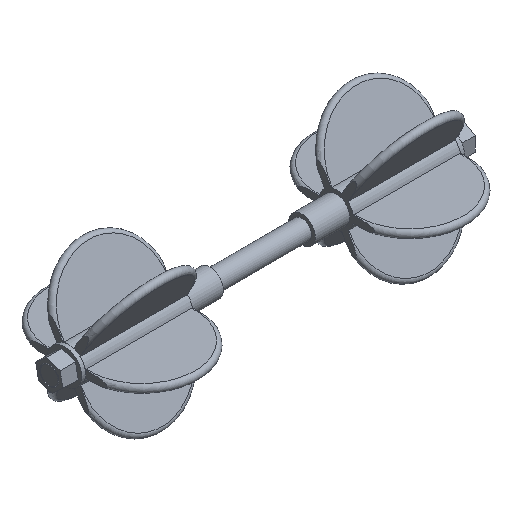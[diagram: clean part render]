
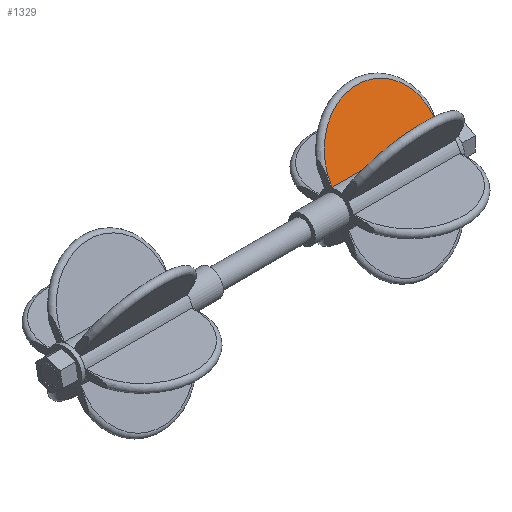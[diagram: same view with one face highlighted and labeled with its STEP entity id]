
A CAD part, isometric view. The second image highlights one B-rep face of the part: STEP entity #1329.
In plain terms, the highlighted face is planar.
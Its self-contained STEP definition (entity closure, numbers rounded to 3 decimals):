
#1055=CARTESIAN_POINT('',(-0.224,1.328,-4.3));
#1056=VERTEX_POINT('',#1055);
#1064=CARTESIAN_POINT('',(-27.776,1.328,-4.3));
#1065=VERTEX_POINT('',#1064);
#1066=CARTESIAN_POINT('',(-14.,1.734,-5.003));
#1067=DIRECTION('',(0.998,-0.029,0.051));
#1068=DIRECTION('',(0.,0.866,0.5));
#1069=AXIS2_PLACEMENT_3D('',#1066,#1068,#1067);
#1070=CIRCLE('',#1069,13.8);
#1071=EDGE_CURVE('',#1056,#1065,#1070,.T.);
#1193=CARTESIAN_POINT('',(-27.776,1.328,-4.3));
#1194=DIRECTION('',(1.,0.,0.));
#1195=VECTOR('',#1194,27.552);
#1196=LINE('',#1193,#1195);
#1197=EDGE_CURVE('',#1065,#1056,#1196,.T.);
#1320=CARTESIAN_POINT('',(-14.,4.981,-10.627));
#1321=DIRECTION('',(1.,0.,0.));
#1322=DIRECTION('',(0.,-0.866,-0.5));
#1323=AXIS2_PLACEMENT_3D('',#1320,#1322,#1321);
#1324=PLANE('',#1323);
#1325=ORIENTED_EDGE('',*,*,#1071,.F.);
#1326=ORIENTED_EDGE('',*,*,#1197,.F.);
#1327=EDGE_LOOP('',(#1325,#1326));
#1328=FACE_OUTER_BOUND('',#1327,.T.);
#1329=ADVANCED_FACE('F19',(#1328),#1324,.T.);
